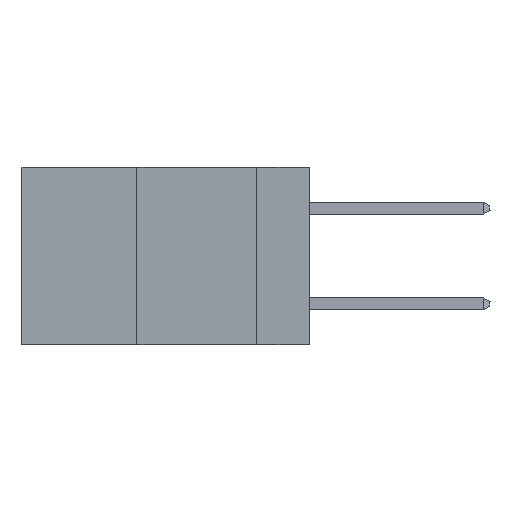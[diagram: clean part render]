
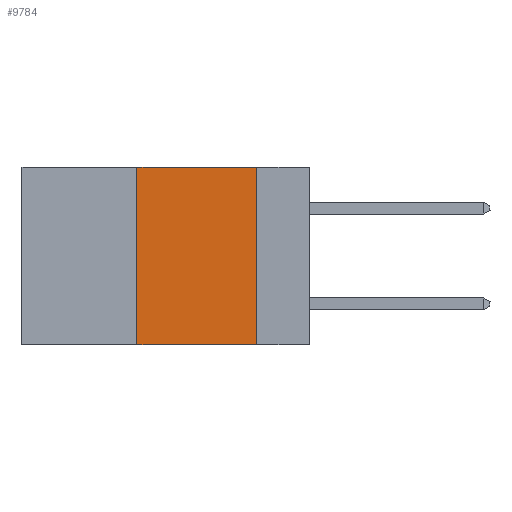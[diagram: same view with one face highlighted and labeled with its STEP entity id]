
A CAD part, left-side view. The second image highlights one B-rep face of the part: STEP entity #9784.
In plain terms, the highlighted planar face has unit normal (-1, 0, 0).
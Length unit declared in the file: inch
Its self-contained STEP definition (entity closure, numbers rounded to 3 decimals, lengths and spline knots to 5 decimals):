
#878 = ORIENTED_EDGE ( 'NONE', *, *, #13446, .F. ) ;
#1262 = CARTESIAN_POINT ( 'NONE',  ( 0., 0.36, -0.37 ) ) ;
#2122 = VECTOR ( 'NONE', #25182, 39.37008 ) ;
#2589 = LINE ( 'NONE', #19144, #33344 ) ;
#3113 = LINE ( 'NONE', #14562, #26313 ) ;
#6580 = LINE ( 'NONE', #22055, #2122 ) ;
#6781 = CARTESIAN_POINT ( 'NONE',  ( 0., 0.36, 0. ) ) ;
#7297 = ORIENTED_EDGE ( 'NONE', *, *, #31309, .F. ) ;
#7699 = VERTEX_POINT ( 'NONE', #6781 ) ;
#8799 = CARTESIAN_POINT ( 'NONE',  ( 0., 0.6, 0. ) ) ;
#9046 = PLANE ( 'NONE',  #32471 ) ;
#9784 = ADVANCED_FACE ( 'NONE', ( #14633 ), #9046, .F. ) ;
#13198 = VECTOR ( 'NONE', #18593, 39.37008 ) ;
#13446 = EDGE_CURVE ( 'NONE', #29775, #35701, #3113, .T. ) ;
#14488 = EDGE_CURVE ( 'NONE', #20169, #7699, #2589, .T. ) ;
#14562 = CARTESIAN_POINT ( 'NONE',  ( 0., 0.11, 0. ) ) ;
#14633 = FACE_OUTER_BOUND ( 'NONE', #14903, .T. ) ;
#14903 = EDGE_LOOP ( 'NONE', ( #878, #7297, #25390, #30934 ) ) ;
#17662 = DIRECTION ( 'NONE',  ( 0., 0., -1. ) ) ;
#18593 = DIRECTION ( 'NONE',  ( 0., -1., 0. ) ) ;
#19144 = CARTESIAN_POINT ( 'NONE',  ( 0., 0.36, 0. ) ) ;
#20169 = VERTEX_POINT ( 'NONE', #1262 ) ;
#20293 = LINE ( 'NONE', #30275, #13198 ) ;
#22055 = CARTESIAN_POINT ( 'NONE',  ( 0., 0.6, 0. ) ) ;
#23135 = EDGE_CURVE ( 'NONE', #20169, #35701, #20293, .T. ) ;
#25182 = DIRECTION ( 'NONE',  ( 0., -1., 0. ) ) ;
#25390 = ORIENTED_EDGE ( 'NONE', *, *, #14488, .F. ) ;
#26204 = CARTESIAN_POINT ( 'NONE',  ( 0., 0.11, 0. ) ) ;
#26313 = VECTOR ( 'NONE', #31393, 39.37008 ) ;
#28009 = CARTESIAN_POINT ( 'NONE',  ( 0., 0.11, -0.37 ) ) ;
#28104 = DIRECTION ( 'NONE',  ( 0., 0., 1. ) ) ;
#28984 = DIRECTION ( 'NONE',  ( 1., 0., 0. ) ) ;
#29775 = VERTEX_POINT ( 'NONE', #26204 ) ;
#30275 = CARTESIAN_POINT ( 'NONE',  ( 0., 0.6, -0.37 ) ) ;
#30934 = ORIENTED_EDGE ( 'NONE', *, *, #23135, .T. ) ;
#31309 = EDGE_CURVE ( 'NONE', #7699, #29775, #6580, .T. ) ;
#31393 = DIRECTION ( 'NONE',  ( 0., 0., -1. ) ) ;
#32471 = AXIS2_PLACEMENT_3D ( 'NONE', #8799, #28984, #17662 ) ;
#33344 = VECTOR ( 'NONE', #28104, 39.37008 ) ;
#35701 = VERTEX_POINT ( 'NONE', #28009 ) ;
